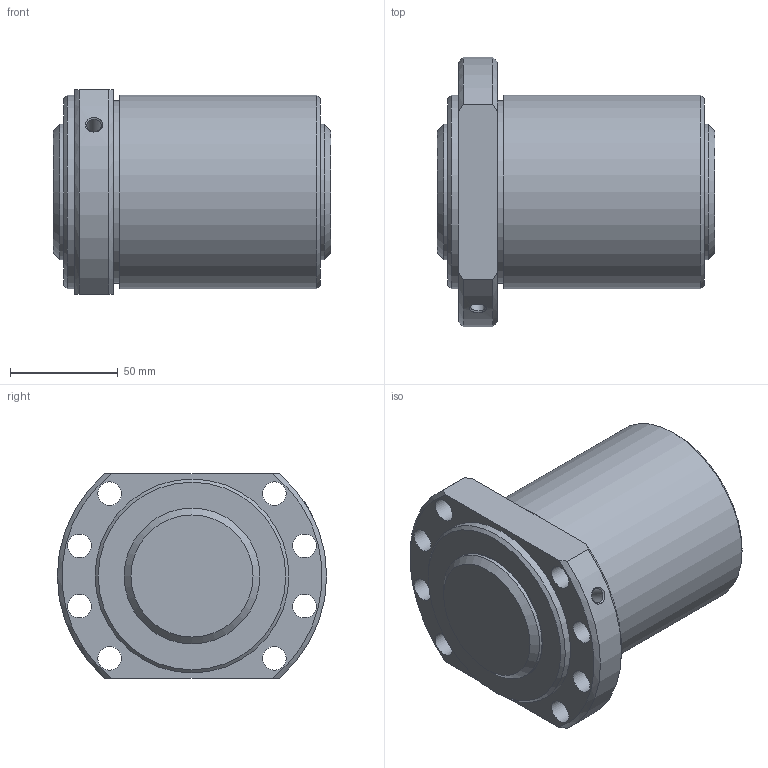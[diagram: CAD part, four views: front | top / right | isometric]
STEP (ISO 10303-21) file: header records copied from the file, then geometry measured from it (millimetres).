
FILE_DESCRIPTION( ( 'STEP AP203' ), ' ' );
FILE_NAME( 'EBB_6310-6_RRNone+129L_C7_0070_-ebb3.stp', '2018-01-22T15:19:31', ( '' ), ( '' ), ' ', 'PARTsolutions', ' ' );
FILE_SCHEMA( ( 'CONFIG_CONTROL_DESIGN' ) );
Length unit declared in the file: millimetre
Products named in the file (3): EBB 6310-6 RRNone+129L C7(0070)-ebb3; _EBB 6310-60 Welle3; _EBB 6310-6RR Nut3
Assembly tree (2 placements, depth 2):
  EBB 6310-6 RRNone+129L C7(0070)-ebb3
    _EBB 6310-60 Welle3
    _EBB 6310-6RR Nut3
Bounding box: 129 x 125 x 95 mm (x, y, z)
Volume: 843666.4 mm3; surface area: 113777.7 mm2
Topology: 2 solids, 2 shells, 42 faces, 90 edges, 59 vertices
Faces by surface type: cylinder 20, plane 13, cone 9
Full cylindrical faces by diameter (mm): 6.647 x1, 11 x8, 50.4 x2, 63 x4, 84.6 x1, 90 x2
Entity records: 1304 total; most frequent: CARTESIAN_POINT 319, DIRECTION 192, ORIENTED_EDGE 130, AXIS2_PLACEMENT_3D 92, EDGE_LOOP 92, EDGE_CURVE 65, FACE_OUTER_BOUND 60, VERTEX_POINT 57
